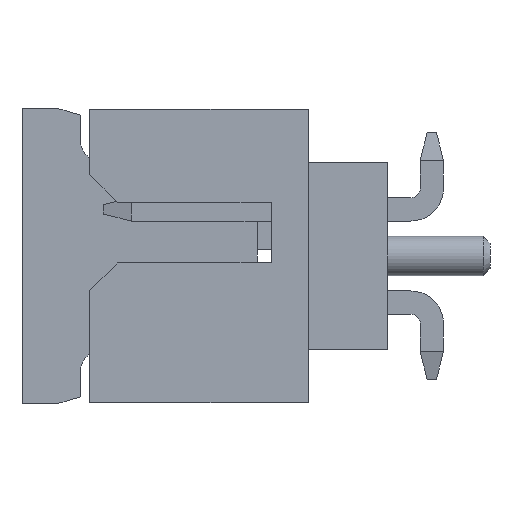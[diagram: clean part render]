
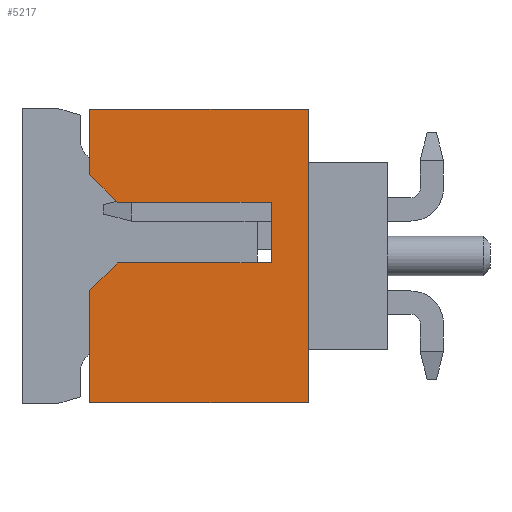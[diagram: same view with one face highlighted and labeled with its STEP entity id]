
A CAD part, left-side view. The second image highlights one B-rep face of the part: STEP entity #5217.
In plain terms, the highlighted planar face has unit normal (-1, 0, 0).
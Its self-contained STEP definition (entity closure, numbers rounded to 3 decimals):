
#1=DIRECTION('',(0.,-1.,0.));
#2=VECTOR('',#1,4.7);
#3=CARTESIAN_POINT('',(-8.325,3.2,-3.15));
#4=LINE('',#3,#2);
#17=DIRECTION('',(0.,0.707,-0.707));
#18=VECTOR('',#17,0.849);
#19=CARTESIAN_POINT('',(-8.325,2.6,-0.15));
#20=LINE('',#19,#18);
#21=DIRECTION('',(0.,-1.,0.));
#22=VECTOR('',#21,3.3);
#23=CARTESIAN_POINT('',(-8.325,2.6,-0.15));
#24=LINE('',#23,#22);
#25=DIRECTION('',(0.,0.,-1.));
#26=VECTOR('',#25,1.3);
#27=CARTESIAN_POINT('',(-8.325,-0.7,1.15));
#28=LINE('',#27,#26);
#29=DIRECTION('',(0.,-1.,0.));
#30=VECTOR('',#29,3.3);
#31=CARTESIAN_POINT('',(-8.325,2.6,1.15));
#32=LINE('',#31,#30);
#33=DIRECTION('',(0.,-0.707,-0.707));
#34=VECTOR('',#33,0.849);
#35=CARTESIAN_POINT('',(-8.325,3.2,1.75));
#36=LINE('',#35,#34);
#37=DIRECTION('',(0.,0.,1.));
#38=VECTOR('',#37,1.4);
#39=CARTESIAN_POINT('',(-8.325,3.2,1.75));
#40=LINE('',#39,#38);
#41=DIRECTION('',(0.,0.,1.));
#42=VECTOR('',#41,6.3);
#43=CARTESIAN_POINT('',(-8.325,-1.5,-3.15));
#44=LINE('',#43,#42);
#45=DIRECTION('',(0.,0.,1.));
#46=VECTOR('',#45,2.4);
#47=CARTESIAN_POINT('',(-8.325,3.2,-3.15));
#48=LINE('',#47,#46);
#1463=DIRECTION('',(0.,-1.,0.));
#1464=VECTOR('',#1463,4.7);
#1465=CARTESIAN_POINT('',(-8.325,3.2,3.15));
#1466=LINE('',#1465,#1464);
#3956=CARTESIAN_POINT('',(-8.325,3.2,-3.15));
#3958=VERTEX_POINT('',#3956);
#3975=CARTESIAN_POINT('',(-8.325,-1.5,-3.15));
#3976=VERTEX_POINT('',#3975);
#3979=CARTESIAN_POINT('',(-8.325,3.2,3.15));
#3980=CARTESIAN_POINT('',(-8.325,-1.5,3.15));
#3981=VERTEX_POINT('',#3979);
#3982=VERTEX_POINT('',#3980);
#4023=CARTESIAN_POINT('',(-8.325,-0.7,1.15));
#4024=CARTESIAN_POINT('',(-8.325,-0.7,-0.15));
#4025=VERTEX_POINT('',#4023);
#4026=VERTEX_POINT('',#4024);
#4279=CARTESIAN_POINT('',(-8.325,2.6,-0.15));
#4280=CARTESIAN_POINT('',(-8.325,3.2,-0.75));
#4281=VERTEX_POINT('',#4279);
#4282=VERTEX_POINT('',#4280);
#4323=CARTESIAN_POINT('',(-8.325,3.2,1.75));
#4324=CARTESIAN_POINT('',(-8.325,2.6,1.15));
#4325=VERTEX_POINT('',#4323);
#4326=VERTEX_POINT('',#4324);
#5191=CARTESIAN_POINT('',(-8.325,3.2,-3.15));
#5192=DIRECTION('',(-1.,0.,0.));
#5193=DIRECTION('',(0.,-1.,0.));
#5194=AXIS2_PLACEMENT_3D('',#5191,#5192,#5193);
#5195=PLANE('',#5194);
#5197=ORIENTED_EDGE('',*,*,#5196,.F.);
#5199=ORIENTED_EDGE('',*,*,#5198,.T.);
#5201=ORIENTED_EDGE('',*,*,#5200,.F.);
#5203=ORIENTED_EDGE('',*,*,#5202,.F.);
#5205=ORIENTED_EDGE('',*,*,#5204,.F.);
#5207=ORIENTED_EDGE('',*,*,#5206,.T.);
#5209=ORIENTED_EDGE('',*,*,#5208,.T.);
#5211=ORIENTED_EDGE('',*,*,#5210,.F.);
#5212=ORIENTED_EDGE('',*,*,#5180,.F.);
#5214=ORIENTED_EDGE('',*,*,#5213,.T.);
#5215=EDGE_LOOP('',(#5197,#5199,#5201,#5203,#5205,#5207,#5209,#5211,#5212,
#5214));
#5216=FACE_OUTER_BOUND('',#5215,.F.);
#5217=ADVANCED_FACE('',(#5216),#5195,.T.);
#5180=EDGE_CURVE('',#3958,#3976,#4,.T.);
#5196=EDGE_CURVE('',#4281,#4282,#20,.T.);
#5198=EDGE_CURVE('',#4281,#4026,#24,.T.);
#5200=EDGE_CURVE('',#4025,#4026,#28,.T.);
#5202=EDGE_CURVE('',#4326,#4025,#32,.T.);
#5204=EDGE_CURVE('',#4325,#4326,#36,.T.);
#5206=EDGE_CURVE('',#4325,#3981,#40,.T.);
#5208=EDGE_CURVE('',#3981,#3982,#1466,.T.);
#5210=EDGE_CURVE('',#3976,#3982,#44,.T.);
#5213=EDGE_CURVE('',#3958,#4282,#48,.T.);
